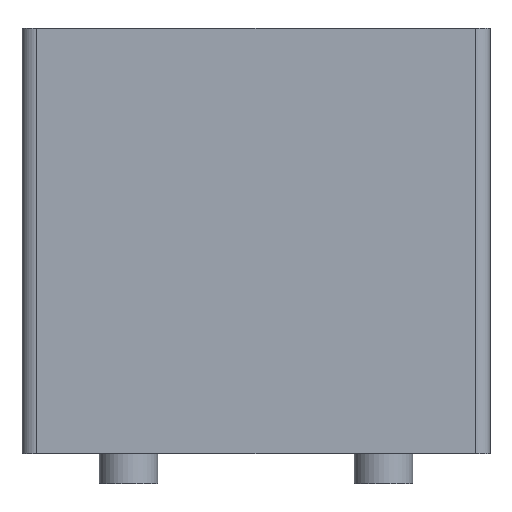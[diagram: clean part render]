
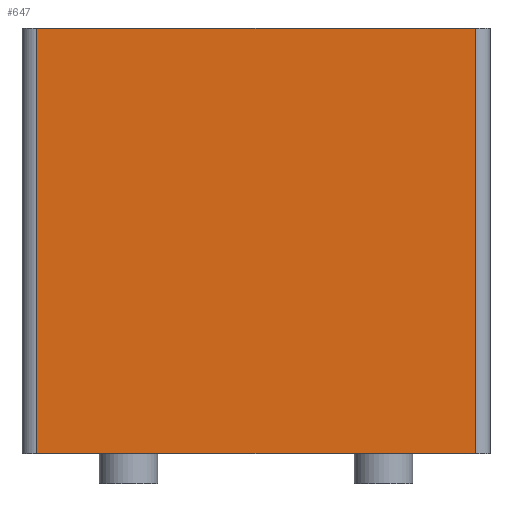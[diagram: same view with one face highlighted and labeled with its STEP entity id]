
A CAD part, front view. The second image highlights one B-rep face of the part: STEP entity #647.
In plain terms, the highlighted planar face has unit normal (0, -1, 0).
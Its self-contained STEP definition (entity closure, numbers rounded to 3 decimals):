
#186 = VERTEX_POINT('',#187);
#187 = CARTESIAN_POINT('',(-10.3,0.,20.));
#194 = EDGE_CURVE('',#186,#195,#197,.T.);
#195 = VERTEX_POINT('',#196);
#196 = CARTESIAN_POINT('',(10.3,0.,20.));
#197 = LINE('',#198,#199);
#198 = CARTESIAN_POINT('',(-10.3,0.,20.));
#199 = VECTOR('',#200,1.);
#200 = DIRECTION('',(1.,0.,0.));
#602 = EDGE_CURVE('',#603,#195,#605,.T.);
#603 = VERTEX_POINT('',#604);
#604 = CARTESIAN_POINT('',(10.3,0.,0.));
#605 = LINE('',#606,#607);
#606 = CARTESIAN_POINT('',(10.3,0.,0.));
#607 = VECTOR('',#608,1.);
#608 = DIRECTION('',(0.,0.,1.));
#647 = ADVANCED_FACE('',(#648),#666,.F.);
#648 = FACE_BOUND('',#649,.F.);
#649 = EDGE_LOOP('',(#650,#658,#659,#660));
#650 = ORIENTED_EDGE('',*,*,#651,.T.);
#651 = EDGE_CURVE('',#652,#186,#654,.T.);
#652 = VERTEX_POINT('',#653);
#653 = CARTESIAN_POINT('',(-10.3,0.,0.));
#654 = LINE('',#655,#656);
#655 = CARTESIAN_POINT('',(-10.3,0.,0.));
#656 = VECTOR('',#657,1.);
#657 = DIRECTION('',(0.,0.,1.));
#658 = ORIENTED_EDGE('',*,*,#194,.T.);
#659 = ORIENTED_EDGE('',*,*,#602,.F.);
#660 = ORIENTED_EDGE('',*,*,#661,.F.);
#661 = EDGE_CURVE('',#652,#603,#662,.T.);
#662 = LINE('',#663,#664);
#663 = CARTESIAN_POINT('',(-10.3,0.,0.));
#664 = VECTOR('',#665,1.);
#665 = DIRECTION('',(1.,0.,0.));
#666 = PLANE('',#667);
#667 = AXIS2_PLACEMENT_3D('',#668,#669,#670);
#668 = CARTESIAN_POINT('',(-10.3,0.,0.));
#669 = DIRECTION('',(0.,1.,0.));
#670 = DIRECTION('',(1.,0.,0.));
